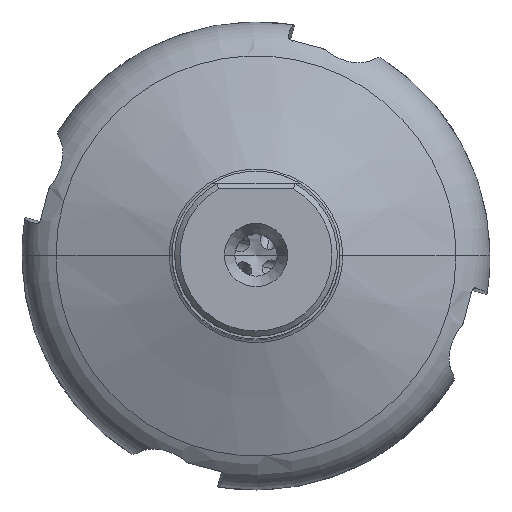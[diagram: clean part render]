
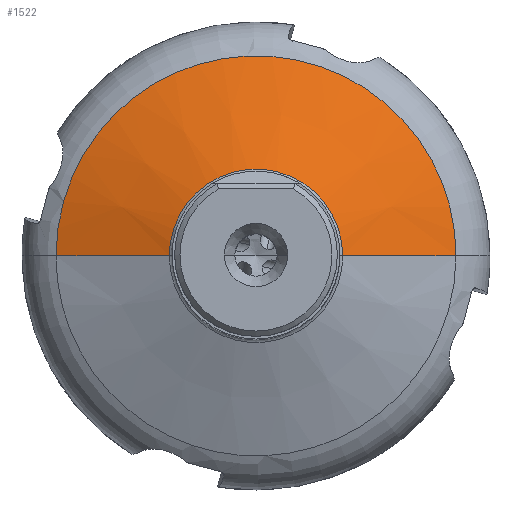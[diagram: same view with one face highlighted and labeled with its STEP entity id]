
A CAD part, top view. The second image highlights one B-rep face of the part: STEP entity #1522.
In plain terms, the highlighted conical face has half-angle 69 degrees and reference radius 27.114 mm.
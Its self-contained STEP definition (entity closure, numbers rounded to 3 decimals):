
#475=B_SPLINE_CURVE_WITH_KNOTS('',3,(#14902,#14903,#14904,#14905),
 .UNSPECIFIED.,.F.,.F.,(4,4),(0.,1.),.UNSPECIFIED.);
#476=B_SPLINE_CURVE_WITH_KNOTS('',3,(#14908,#14909,#14910,#14911,#14912,
#14913,#14914,#14915,#14916,#14917,#14918,#14919,#14920,#14921,#14922,#14923,
#14924,#14925),.UNSPECIFIED.,.F.,.F.,(4,2,2,2,2,2,2,2,4),(0.,0.125,0.25,
0.375,0.5,0.625,0.75,0.875,1.),.UNSPECIFIED.);
#477=B_SPLINE_CURVE_WITH_KNOTS('',3,(#14927,#14928,#14929,#14930),
 .UNSPECIFIED.,.F.,.F.,(4,4),(0.,1.),.UNSPECIFIED.);
#478=B_SPLINE_CURVE_WITH_KNOTS('',3,(#14932,#14933,#14934,#14935,#14936,
#14937,#14938,#14939,#14940,#14941),.UNSPECIFIED.,.F.,.F.,(4,2,2,2,4),(0.,
0.25,0.5,0.75,1.),.UNSPECIFIED.);
#1522=ADVANCED_FACE('',(#2176),#2114,.T.);
#2114=CONICAL_SURFACE('',#11003,27.114,69.);
#2176=FACE_OUTER_BOUND('',#2774,.T.);
#2774=EDGE_LOOP('',(#3914,#3915,#3916,#3917));
#3914=ORIENTED_EDGE('',*,*,#8328,.F.);
#3915=ORIENTED_EDGE('',*,*,#8329,.F.);
#3916=ORIENTED_EDGE('',*,*,#8330,.T.);
#3917=ORIENTED_EDGE('',*,*,#8331,.F.);
#7235=VERTEX_POINT('',#14906);
#7236=VERTEX_POINT('',#14907);
#7237=VERTEX_POINT('',#14926);
#7238=VERTEX_POINT('',#14931);
#8328=EDGE_CURVE('',#7235,#7236,#475,.T.);
#8329=EDGE_CURVE('',#7237,#7235,#476,.T.);
#8330=EDGE_CURVE('',#7237,#7238,#477,.T.);
#8331=EDGE_CURVE('',#7236,#7238,#478,.T.);
#11003=AXIS2_PLACEMENT_3D('',#14942,#12131,#12132);
#12131=DIRECTION('',(0.,0.,-1.));
#12132=DIRECTION('',(1.,0.,0.));
#14902=CARTESIAN_POINT('',(37.825,0.,-53.324));
#14903=CARTESIAN_POINT('',(30.685,0.,-50.583));
#14904=CARTESIAN_POINT('',(23.544,0.,-47.842));
#14905=CARTESIAN_POINT('',(16.403,0.,-45.101));
#14906=CARTESIAN_POINT('',(37.825,0.,-53.324));
#14907=CARTESIAN_POINT('',(16.403,0.,-45.101));
#14908=CARTESIAN_POINT('',(-37.825,0.,-53.324));
#14909=CARTESIAN_POINT('',(-37.825,4.951,-53.324));
#14910=CARTESIAN_POINT('',(-36.841,9.901,-53.324));
#14911=CARTESIAN_POINT('',(-33.051,19.05,-53.324));
#14912=CARTESIAN_POINT('',(-30.248,23.245,-53.324));
#14913=CARTESIAN_POINT('',(-23.245,30.248,-53.324));
#14914=CARTESIAN_POINT('',(-19.05,33.051,-53.324));
#14915=CARTESIAN_POINT('',(-9.901,36.841,-53.324));
#14916=CARTESIAN_POINT('',(-4.951,37.825,-53.324));
#14917=CARTESIAN_POINT('',(4.951,37.825,-53.324));
#14918=CARTESIAN_POINT('',(9.901,36.841,-53.324));
#14919=CARTESIAN_POINT('',(19.05,33.051,-53.324));
#14920=CARTESIAN_POINT('',(23.245,30.248,-53.324));
#14921=CARTESIAN_POINT('',(30.248,23.245,-53.324));
#14922=CARTESIAN_POINT('',(33.051,19.05,-53.324));
#14923=CARTESIAN_POINT('',(36.841,9.901,-53.324));
#14924=CARTESIAN_POINT('',(37.825,4.951,-53.324));
#14925=CARTESIAN_POINT('',(37.825,0.,-53.324));
#14926=CARTESIAN_POINT('',(-37.825,0.,-53.324));
#14927=CARTESIAN_POINT('',(-37.825,0.,-53.324));
#14928=CARTESIAN_POINT('',(-30.685,0.,-50.583));
#14929=CARTESIAN_POINT('',(-23.544,0.,-47.842));
#14930=CARTESIAN_POINT('',(-16.403,0.,-45.101));
#14931=CARTESIAN_POINT('',(-16.403,0.,-45.101));
#14932=CARTESIAN_POINT('',(16.403,0.,-45.101));
#14933=CARTESIAN_POINT('',(16.403,4.294,-45.101));
#14934=CARTESIAN_POINT('',(14.635,8.562,-45.101));
#14935=CARTESIAN_POINT('',(8.562,14.635,-45.101));
#14936=CARTESIAN_POINT('',(4.294,16.403,-45.101));
#14937=CARTESIAN_POINT('',(-4.294,16.403,-45.101));
#14938=CARTESIAN_POINT('',(-8.562,14.635,-45.101));
#14939=CARTESIAN_POINT('',(-14.635,8.562,-45.101));
#14940=CARTESIAN_POINT('',(-16.403,4.294,-45.101));
#14941=CARTESIAN_POINT('',(-16.403,0.,-45.101));
#14942=CARTESIAN_POINT('',(0.,0.,-49.212));
